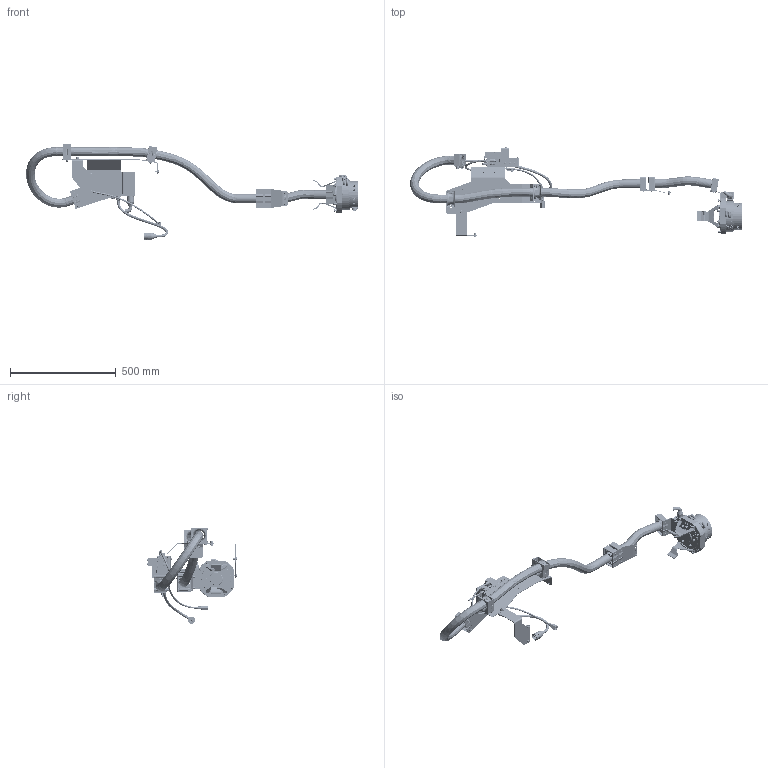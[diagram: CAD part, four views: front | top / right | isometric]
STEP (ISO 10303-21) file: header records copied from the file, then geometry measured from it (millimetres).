
FILE_DESCRIPTION (( 'STEP AP203' ), '1' );
FILE_NAME ('TS132-406.STEP', '2020-04-20T08:58:40', ( '' ), ( '' ), 'SwSTEP 2.0', 'SolidWorks 2019', '' );
FILE_SCHEMA (( 'CONFIG_CONTROL_DESIGN' ));
Products named in the file (1): TS132-406
Bounding box: 1572.55 x 428.04 x 452.06 mm (x, y, z)
Volume: 4871826.4 mm3; surface area: 1744093.8 mm2
Topology: 205 solids, 207 shells, 8888 faces, 21801 edges, 13826 vertices
Faces by surface type: plane 3425, cylinder 2965, bspline 1407, cone 625, torus 358, sphere 108
Entity records: 396420 total; most frequent: CARTESIAN_POINT 191343, ORIENTED_EDGE 43322, DIRECTION 40938, EDGE_CURVE 21661, AXIS2_PLACEMENT_3D 15103, VERTEX_POINT 13826, LINE 10732, VECTOR 10732
